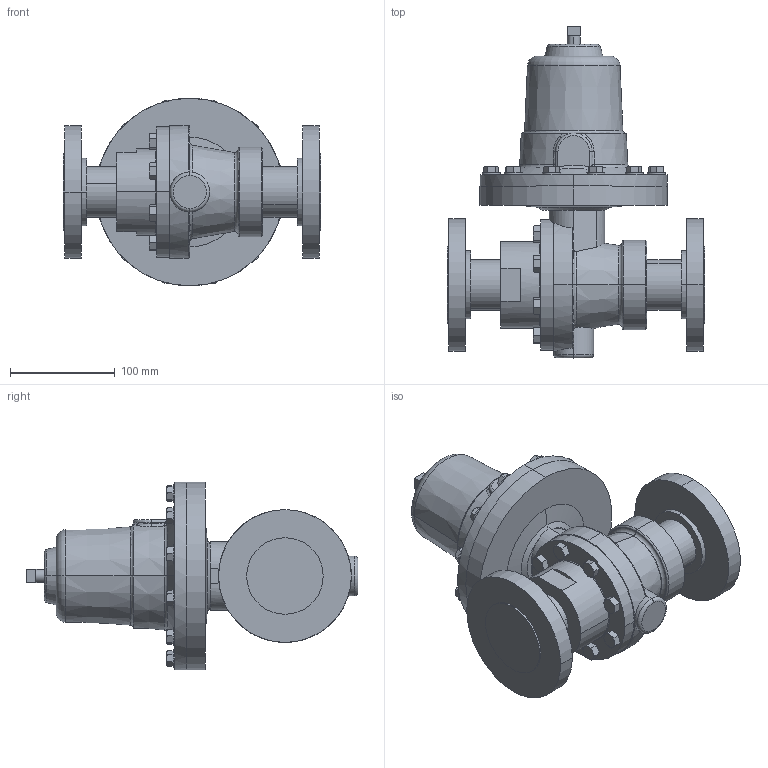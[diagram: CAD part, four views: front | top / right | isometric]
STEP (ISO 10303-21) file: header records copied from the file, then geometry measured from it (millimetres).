
FILE_DESCRIPTION (( 'STEP AP214' ), '1' );
FILE_NAME ('601-150-CS+S6-I5.STEP', '2017-07-24T14:35:14', ( '' ), ( '' ), 'SwSTEP 2.0', 'SolidWorks 2014', '' );
FILE_SCHEMA (( 'AUTOMOTIVE_DESIGN' ));
Length unit declared in the file: inch
Products named in the file (1): 601-150-CS+S6-I5
Bounding box: 246.46 x 317.5 x 179.32 mm (x, y, z)
Volume: 3258457.6 mm3; surface area: 238945.7 mm2
Topology: 1 solids, 1 shells, 452 faces, 1036 edges, 622 vertices
Faces by surface type: plane 208, cone 137, cylinder 66, torus 28, bspline 11, sphere 2
Entity records: 16100 total; most frequent: CARTESIAN_POINT 4316, ORIENTED_EDGE 2072, DIRECTION 2038, EDGE_CURVE 1036, AXIS2_PLACEMENT_3D 841, VERTEX_POINT 622, EDGE_LOOP 488, FACE_OUTER_BOUND 452
